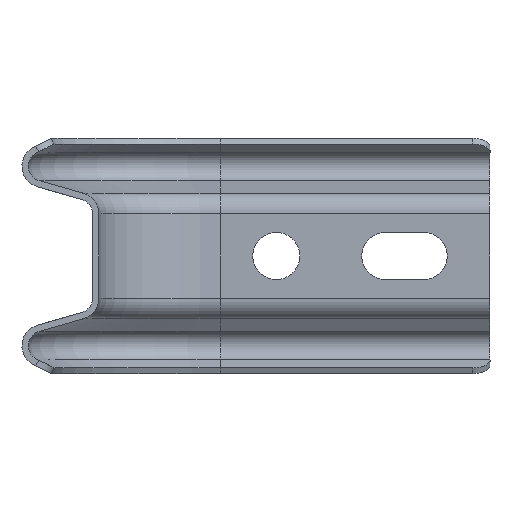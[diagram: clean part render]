
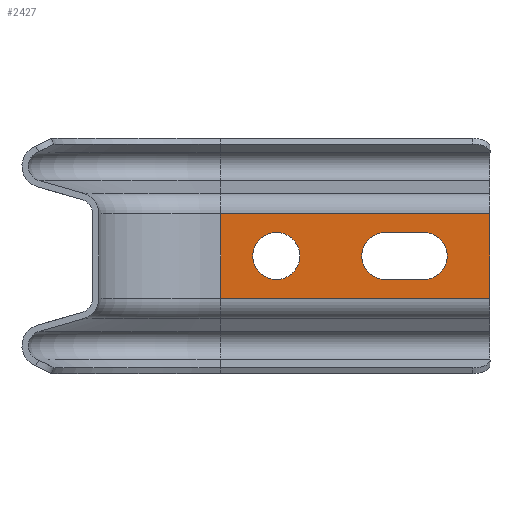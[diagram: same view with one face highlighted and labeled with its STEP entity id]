
A CAD part, left-side view. The second image highlights one B-rep face of the part: STEP entity #2427.
In plain terms, the highlighted planar face has unit normal (-1, 0, 0).
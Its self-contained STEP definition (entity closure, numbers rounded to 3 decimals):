
#61 = LINE ( 'NONE', #3635, #2420 ) ;
#66 = DIRECTION ( 'NONE',  ( 0., 1., 0. ) ) ;
#198 = EDGE_CURVE ( 'NONE', #3365, #2680, #3102, .T. ) ;
#202 = VERTEX_POINT ( 'NONE', #1206 ) ;
#281 = VERTEX_POINT ( 'NONE', #1387 ) ;
#315 = PLANE ( 'NONE',  #975 ) ;
#375 = DIRECTION ( 'NONE',  ( -1., 0., 0. ) ) ;
#380 = CARTESIAN_POINT ( 'NONE',  ( 126.5, -93., 9.862 ) ) ;
#397 = EDGE_LOOP ( 'NONE', ( #2088, #3016, #2561, #460 ) ) ;
#415 = VERTEX_POINT ( 'NONE', #554 ) ;
#460 = ORIENTED_EDGE ( 'NONE', *, *, #3779, .T. ) ;
#539 = CARTESIAN_POINT ( 'NONE',  ( 126.5, -77.5, 0. ) ) ;
#554 = CARTESIAN_POINT ( 'NONE',  ( 126.5, -30., -9.862 ) ) ;
#667 = LINE ( 'NONE', #380, #2299 ) ;
#711 = ORIENTED_EDGE ( 'NONE', *, *, #198, .F. ) ;
#723 = DIRECTION ( 'NONE',  ( 0., -1., 0. ) ) ;
#741 = ORIENTED_EDGE ( 'NONE', *, *, #3719, .F. ) ;
#761 = LINE ( 'NONE', #1050, #3602 ) ;
#913 = DIRECTION ( 'NONE',  ( 0., 0., -1. ) ) ;
#926 = AXIS2_PLACEMENT_3D ( 'NONE', #2761, #2502, #3373 ) ;
#975 = AXIS2_PLACEMENT_3D ( 'NONE', #3625, #1462, #913 ) ;
#1000 = DIRECTION ( 'NONE',  ( 0., 0., 1. ) ) ;
#1018 = CARTESIAN_POINT ( 'NONE',  ( 126.5, -68.5, 5.5 ) ) ;
#1021 = CARTESIAN_POINT ( 'NONE',  ( 126.5, -30., 9.862 ) ) ;
#1050 = CARTESIAN_POINT ( 'NONE',  ( 126.5, -30., -9.862 ) ) ;
#1062 = EDGE_CURVE ( 'NONE', #415, #1186, #761, .T. ) ;
#1126 = EDGE_LOOP ( 'NONE', ( #1899, #2987, #2343, #2793 ) ) ;
#1160 = VERTEX_POINT ( 'NONE', #3242 ) ;
#1175 = EDGE_CURVE ( 'NONE', #202, #281, #1481, .T. ) ;
#1186 = VERTEX_POINT ( 'NONE', #1749 ) ;
#1206 = CARTESIAN_POINT ( 'NONE',  ( 126.5, -77.5, -5.5 ) ) ;
#1223 = EDGE_CURVE ( 'NONE', #415, #1160, #61, .T. ) ;
#1259 = CARTESIAN_POINT ( 'NONE',  ( 126.5, -77.5, -5.5 ) ) ;
#1372 = EDGE_LOOP ( 'NONE', ( #711, #741 ) ) ;
#1387 = CARTESIAN_POINT ( 'NONE',  ( 126.5, -77.5, 5.5 ) ) ;
#1429 = AXIS2_PLACEMENT_3D ( 'NONE', #3071, #375, #3587 ) ;
#1444 = VERTEX_POINT ( 'NONE', #3745 ) ;
#1462 = DIRECTION ( 'NONE',  ( 1., 0., 0. ) ) ;
#1475 = VECTOR ( 'NONE', #66, 1000. ) ;
#1481 = CIRCLE ( 'NONE', #2545, 5.5 ) ;
#1535 = FACE_BOUND ( 'NONE', #1126, .T. ) ;
#1600 = DIRECTION ( 'NONE',  ( 0., -1., 0. ) ) ;
#1749 = CARTESIAN_POINT ( 'NONE',  ( 126.5, -93., -9.862 ) ) ;
#1766 = DIRECTION ( 'NONE',  ( 0., 0., 1. ) ) ;
#1852 = LINE ( 'NONE', #1021, #3426 ) ;
#1899 = ORIENTED_EDGE ( 'NONE', *, *, #2548, .F. ) ;
#2072 = FACE_BOUND ( 'NONE', #1372, .T. ) ;
#2088 = ORIENTED_EDGE ( 'NONE', *, *, #2118, .F. ) ;
#2118 = EDGE_CURVE ( 'NONE', #1160, #3818, #1852, .T. ) ;
#2153 = AXIS2_PLACEMENT_3D ( 'NONE', #3895, #3298, #2996 ) ;
#2299 = VECTOR ( 'NONE', #1000, 1000. ) ;
#2343 = ORIENTED_EDGE ( 'NONE', *, *, #2976, .F. ) ;
#2383 = FACE_OUTER_BOUND ( 'NONE', #397, .T. ) ;
#2420 = VECTOR ( 'NONE', #3685, 1000. ) ;
#2427 = ADVANCED_FACE ( 'NONE', ( #1535, #2072, #2383 ), #315, .F. ) ;
#2432 = EDGE_CURVE ( 'NONE', #2523, #1444, #3854, .T. ) ;
#2486 = VECTOR ( 'NONE', #723, 1000. ) ;
#2502 = DIRECTION ( 'NONE',  ( -1., 0., 0. ) ) ;
#2523 = VERTEX_POINT ( 'NONE', #1018 ) ;
#2545 = AXIS2_PLACEMENT_3D ( 'NONE', #539, #3269, #1766 ) ;
#2548 = EDGE_CURVE ( 'NONE', #281, #2523, #3372, .T. ) ;
#2561 = ORIENTED_EDGE ( 'NONE', *, *, #1062, .T. ) ;
#2680 = VERTEX_POINT ( 'NONE', #3751 ) ;
#2761 = CARTESIAN_POINT ( 'NONE',  ( 126.5, -43., 0. ) ) ;
#2791 = CIRCLE ( 'NONE', #926, 5.5 ) ;
#2793 = ORIENTED_EDGE ( 'NONE', *, *, #2432, .F. ) ;
#2822 = CARTESIAN_POINT ( 'NONE',  ( 126.5, -77.5, 5.5 ) ) ;
#2829 = CARTESIAN_POINT ( 'NONE',  ( 126.5, -43., 5.5 ) ) ;
#2976 = EDGE_CURVE ( 'NONE', #1444, #202, #3405, .T. ) ;
#2987 = ORIENTED_EDGE ( 'NONE', *, *, #1175, .F. ) ;
#2996 = DIRECTION ( 'NONE',  ( 0., 0., 1. ) ) ;
#3016 = ORIENTED_EDGE ( 'NONE', *, *, #1223, .F. ) ;
#3071 = CARTESIAN_POINT ( 'NONE',  ( 126.5, -43., 0. ) ) ;
#3102 = CIRCLE ( 'NONE', #1429, 5.5 ) ;
#3242 = CARTESIAN_POINT ( 'NONE',  ( 126.5, -30., 9.862 ) ) ;
#3269 = DIRECTION ( 'NONE',  ( -1., 0., 0. ) ) ;
#3298 = DIRECTION ( 'NONE',  ( -1., 0., 0. ) ) ;
#3365 = VERTEX_POINT ( 'NONE', #2829 ) ;
#3372 = LINE ( 'NONE', #2822, #1475 ) ;
#3373 = DIRECTION ( 'NONE',  ( 0., 0., 1. ) ) ;
#3405 = LINE ( 'NONE', #1259, #2486 ) ;
#3424 = DIRECTION ( 'NONE',  ( 0., -1., 0. ) ) ;
#3426 = VECTOR ( 'NONE', #1600, 1000. ) ;
#3451 = CARTESIAN_POINT ( 'NONE',  ( 126.5, -93., 9.862 ) ) ;
#3587 = DIRECTION ( 'NONE',  ( 0., 0., 1. ) ) ;
#3602 = VECTOR ( 'NONE', #3424, 1000. ) ;
#3625 = CARTESIAN_POINT ( 'NONE',  ( 126.5, -30., 9.862 ) ) ;
#3635 = CARTESIAN_POINT ( 'NONE',  ( 126.5, -30., 9.862 ) ) ;
#3685 = DIRECTION ( 'NONE',  ( 0., 0., 1. ) ) ;
#3719 = EDGE_CURVE ( 'NONE', #2680, #3365, #2791, .T. ) ;
#3745 = CARTESIAN_POINT ( 'NONE',  ( 126.5, -68.5, -5.5 ) ) ;
#3751 = CARTESIAN_POINT ( 'NONE',  ( 126.5, -43., -5.5 ) ) ;
#3779 = EDGE_CURVE ( 'NONE', #1186, #3818, #667, .T. ) ;
#3818 = VERTEX_POINT ( 'NONE', #3451 ) ;
#3854 = CIRCLE ( 'NONE', #2153, 5.5 ) ;
#3895 = CARTESIAN_POINT ( 'NONE',  ( 126.5, -68.5, 0. ) ) ;
